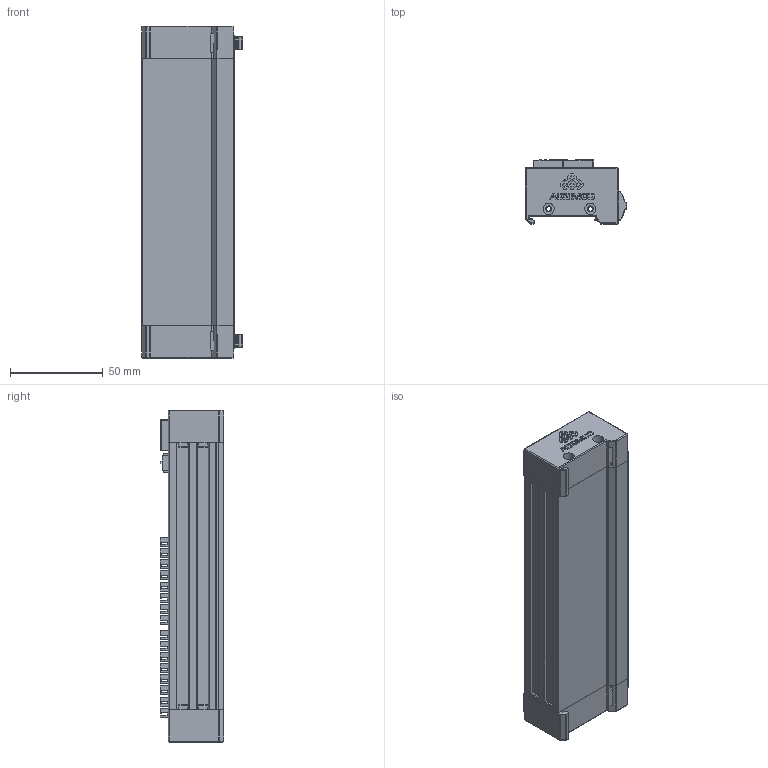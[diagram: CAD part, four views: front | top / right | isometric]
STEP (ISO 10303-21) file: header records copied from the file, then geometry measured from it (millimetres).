
FILE_DESCRIPTION (( 'STEP AP203' ), '1' );
FILE_NAME ('ETS_DO32M_ASM.STEP', '2016-03-11T03:09:24', ( '1' ), ( '' ), 'SwSTEP 2.0', 'SolidWorks 2012', '' );
FILE_SCHEMA (( 'CONFIG_CONTROL_DESIGN' ));
Length unit declared in the file: millimetre
Products named in the file (18): ETS_DO32M_ASM; ETS_32_series_bd_asm; 5267-03; LED_G; DIP_SW_2; USL_31MVS2P; Rotary; Rotary_pannel; Rotary_SW; ETS_D32; RJ45_1; ETS_BASE_DO32; SIDE-Left; SIDE-Right; KNOB_holder; MOV_LOCK; MOV_CAM; MID-body
Assembly tree (89 placements, depth 4):
  ETS_DO32M_ASM
    MID-body
    MOV_CAM  x2
    MOV_LOCK  x2
    KNOB_holder  x2
    SIDE-Right
    SIDE-Left
    ETS_32_series_bd_asm
      ETS_BASE_DO32
      RJ45_1  x2
      ETS_D32
      Rotary  x2
        Rotary_SW
        Rotary_pannel
      USL_31MVS2P  x2
      DIP_SW_2
      LED_G  x36
      5267-03  x32
Bounding box: 54.49 x 34.5 x 179 mm (x, y, z)
Volume: 87784.6 mm3; surface area: 114766.1 mm2
Topology: 88 solids, 88 shells, 5268 faces, 13256 edges, 7976 vertices
Faces by surface type: plane 3052, cylinder 1588, sphere 336, torus 208, bspline 84
Entity records: 52572 total; most frequent: CARTESIAN_POINT 10292, DIRECTION 8084, ORIENTED_EDGE 7952, EDGE_CURVE 3976, VECTOR 2736, LINE 2736, AXIS2_PLACEMENT_3D 2674, VERTEX_POINT 2544
